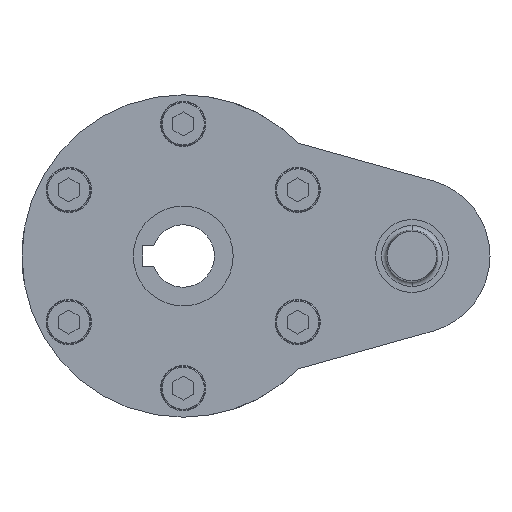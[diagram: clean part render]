
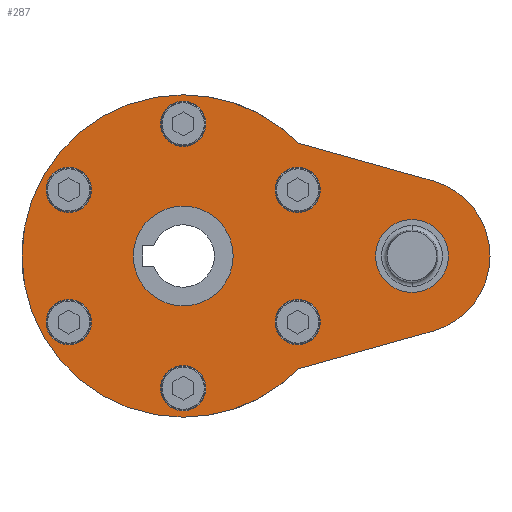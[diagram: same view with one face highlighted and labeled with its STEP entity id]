
A CAD part, left-side view. The second image highlights one B-rep face of the part: STEP entity #287.
In plain terms, the highlighted planar face has unit normal (-1, 0, 0).
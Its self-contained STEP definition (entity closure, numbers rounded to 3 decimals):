
#287=ADVANCED_FACE('',(#811,#812,#813,#814,#815,#816,#817,#818,#819),#820,.T.);
#811=FACE_BOUND('',#1348,.T.);
#812=FACE_BOUND('',#1349,.T.);
#813=FACE_BOUND('',#1350,.T.);
#814=FACE_BOUND('',#1351,.T.);
#815=FACE_BOUND('',#1352,.T.);
#816=FACE_BOUND('',#1353,.T.);
#817=FACE_OUTER_BOUND('',#1354,.T.);
#818=FACE_BOUND('',#1355,.T.);
#819=FACE_BOUND('',#1356,.T.);
#820=PLANE('',#1357);
#1348=EDGE_LOOP('',(#3258,#3259));
#1349=EDGE_LOOP('',(#3260,#3261));
#1350=EDGE_LOOP('',(#3262,#3263));
#1351=EDGE_LOOP('',(#3264,#3265));
#1352=EDGE_LOOP('',(#3266,#3267));
#1353=EDGE_LOOP('',(#3268,#3269));
#1354=EDGE_LOOP('',(#3270,#3271,#3272,#3273,#3274,#3275,#3276));
#1355=EDGE_LOOP('',(#3277,#3278));
#1356=EDGE_LOOP('',(#3279,#3280));
#1357=AXIS2_PLACEMENT_3D('',#3281,#3282,#3283);
#3258=ORIENTED_EDGE('',*,*,#3451,.T.);
#3259=ORIENTED_EDGE('',*,*,#3759,.T.);
#3260=ORIENTED_EDGE('',*,*,#3438,.T.);
#3261=ORIENTED_EDGE('',*,*,#3783,.T.);
#3262=ORIENTED_EDGE('',*,*,#3425,.T.);
#3263=ORIENTED_EDGE('',*,*,#3807,.T.);
#3264=ORIENTED_EDGE('',*,*,#3412,.T.);
#3265=ORIENTED_EDGE('',*,*,#3831,.T.);
#3266=ORIENTED_EDGE('',*,*,#3399,.T.);
#3267=ORIENTED_EDGE('',*,*,#3855,.T.);
#3268=ORIENTED_EDGE('',*,*,#3386,.T.);
#3269=ORIENTED_EDGE('',*,*,#3879,.T.);
#3270=ORIENTED_EDGE('',*,*,#3899,.F.);
#3271=ORIENTED_EDGE('',*,*,#3331,.F.);
#3272=ORIENTED_EDGE('',*,*,#3335,.F.);
#3273=ORIENTED_EDGE('',*,*,#3922,.F.);
#3274=ORIENTED_EDGE('',*,*,#3902,.T.);
#3275=ORIENTED_EDGE('',*,*,#3366,.F.);
#3276=ORIENTED_EDGE('',*,*,#3905,.F.);
#3277=ORIENTED_EDGE('',*,*,#3564,.T.);
#3278=ORIENTED_EDGE('',*,*,#3565,.T.);
#3279=ORIENTED_EDGE('',*,*,#3329,.T.);
#3280=ORIENTED_EDGE('',*,*,#3923,.T.);
#3281=CARTESIAN_POINT('',(1.0,0.0,0.0));
#3282=DIRECTION('',(-1.0,0.0,0.0));
#3283=DIRECTION('',(0.0,0.0,1.0));
#3329=EDGE_CURVE('',#3939,#3943,#3945,.T.);
#3331=EDGE_CURVE('',#3947,#3949,#3950,.T.);
#3335=EDGE_CURVE('',#3954,#3947,#3957,.T.);
#3366=EDGE_CURVE('',#4008,#4011,#4012,.T.);
#3386=EDGE_CURVE('',#4049,#4046,#4050,.T.);
#3399=EDGE_CURVE('',#4074,#4071,#4075,.T.);
#3412=EDGE_CURVE('',#4099,#4096,#4100,.T.);
#3425=EDGE_CURVE('',#4124,#4121,#4125,.T.);
#3438=EDGE_CURVE('',#4149,#4146,#4150,.T.);
#3451=EDGE_CURVE('',#4174,#4171,#4175,.T.);
#3564=EDGE_CURVE('',#4383,#4387,#4389,.T.);
#3565=EDGE_CURVE('',#4387,#4383,#4390,.T.);
#3759=EDGE_CURVE('',#4171,#4174,#4687,.T.);
#3783=EDGE_CURVE('',#4146,#4149,#4724,.T.);
#3807=EDGE_CURVE('',#4121,#4124,#4761,.T.);
#3831=EDGE_CURVE('',#4096,#4099,#4798,.T.);
#3855=EDGE_CURVE('',#4071,#4074,#4835,.T.);
#3879=EDGE_CURVE('',#4046,#4049,#4872,.T.);
#3899=EDGE_CURVE('',#3949,#4902,#4903,.T.);
#3902=EDGE_CURVE('',#4906,#4011,#4907,.T.);
#3905=EDGE_CURVE('',#4902,#4008,#4910,.T.);
#3922=EDGE_CURVE('',#4906,#3954,#4933,.T.);
#3923=EDGE_CURVE('',#3943,#3939,#4934,.T.);
#3939=VERTEX_POINT('',#4950);
#3943=VERTEX_POINT('',#4955);
#3945=CIRCLE('',#4958,9.6);
#3947=VERTEX_POINT('',#4960);
#3949=VERTEX_POINT('',#4963);
#3950=CIRCLE('',#4964,31.0);
#3954=VERTEX_POINT('',#4969);
#3957=CIRCLE('',#4973,31.0);
#4008=VERTEX_POINT('',#5097);
#4011=VERTEX_POINT('',#5101);
#4012=CIRCLE('',#5102,15.0);
#4046=VERTEX_POINT('',#5145);
#4049=VERTEX_POINT('',#5149);
#4050=CIRCLE('',#5150,4.356);
#4071=VERTEX_POINT('',#5174);
#4074=VERTEX_POINT('',#5178);
#4075=CIRCLE('',#5179,4.356);
#4096=VERTEX_POINT('',#5203);
#4099=VERTEX_POINT('',#5207);
#4100=CIRCLE('',#5208,4.356);
#4121=VERTEX_POINT('',#5232);
#4124=VERTEX_POINT('',#5236);
#4125=CIRCLE('',#5237,4.356);
#4146=VERTEX_POINT('',#5261);
#4149=VERTEX_POINT('',#5265);
#4150=CIRCLE('',#5266,4.356);
#4171=VERTEX_POINT('',#5290);
#4174=VERTEX_POINT('',#5294);
#4175=CIRCLE('',#5295,4.356);
#4383=VERTEX_POINT('',#5536);
#4387=VERTEX_POINT('',#5541);
#4389=CIRCLE('',#5544,7.0);
#4390=CIRCLE('',#5545,7.0);
#4687=CIRCLE('',#5982,4.356);
#4724=CIRCLE('',#6037,4.356);
#4761=CIRCLE('',#6092,4.356);
#4798=CIRCLE('',#6147,4.356);
#4835=CIRCLE('',#6202,4.356);
#4872=CIRCLE('',#6257,4.356);
#4902=VERTEX_POINT('',#6299);
#4903=LINE('',#6300,#6301);
#4906=VERTEX_POINT('',#6306);
#4907=LINE('',#6307,#6308);
#4910=CIRCLE('',#6313,15.0);
#4933=CIRCLE('',#6336,31.0);
#4934=CIRCLE('',#6337,9.6);
#4950=CARTESIAN_POINT('',(1.0,0.0,-9.6));
#4955=CARTESIAN_POINT('',(1.0,0.,9.6));
#4958=AXIS2_PLACEMENT_3D('',#6366,#6367,#6368);
#4960=CARTESIAN_POINT('',(1.0,0.,31.0));
#4963=CARTESIAN_POINT('',(1.0,-22.138,21.7));
#4964=AXIS2_PLACEMENT_3D('',#6370,#6371,#6372);
#4969=CARTESIAN_POINT('',(1.0,0.,-31.0));
#4973=AXIS2_PLACEMENT_3D('',#6378,#6379,#6380);
#5097=CARTESIAN_POINT('',(1.0,-59.0,0.));
#5101=CARTESIAN_POINT('',(1.0,-48.045,-14.444));
#5102=AXIS2_PLACEMENT_3D('',#6448,#6449,#6450);
#5145=CARTESIAN_POINT('',(1.0,25.787,14.888));
#5149=CARTESIAN_POINT('',(1.0,18.242,10.532));
#5150=AXIS2_PLACEMENT_3D('',#6488,#6489,#6490);
#5174=CARTESIAN_POINT('',(1.0,0.,29.776));
#5178=CARTESIAN_POINT('',(1.0,0.,21.064));
#5179=AXIS2_PLACEMENT_3D('',#6519,#6520,#6521);
#5203=CARTESIAN_POINT('',(1.0,-25.787,14.888));
#5207=CARTESIAN_POINT('',(1.0,-18.242,10.532));
#5208=AXIS2_PLACEMENT_3D('',#6550,#6551,#6552);
#5232=CARTESIAN_POINT('',(1.0,-25.787,-14.888));
#5236=CARTESIAN_POINT('',(1.0,-18.242,-10.532));
#5237=AXIS2_PLACEMENT_3D('',#6581,#6582,#6583);
#5261=CARTESIAN_POINT('',(1.0,0.,-29.776));
#5265=CARTESIAN_POINT('',(1.0,0.,-21.064));
#5266=AXIS2_PLACEMENT_3D('',#6612,#6613,#6614);
#5290=CARTESIAN_POINT('',(1.0,25.787,-14.888));
#5294=CARTESIAN_POINT('',(1.0,18.242,-10.532));
#5295=AXIS2_PLACEMENT_3D('',#6643,#6644,#6645);
#5536=CARTESIAN_POINT('',(1.0,-37.0,0.0));
#5541=CARTESIAN_POINT('',(1.0,-51.0,0.));
#5544=AXIS2_PLACEMENT_3D('',#6912,#6913,#6914);
#5545=AXIS2_PLACEMENT_3D('',#6915,#6916,#6917);
#5982=AXIS2_PLACEMENT_3D('',#7217,#7218,#7219);
#6037=AXIS2_PLACEMENT_3D('',#7253,#7254,#7255);
#6092=AXIS2_PLACEMENT_3D('',#7289,#7290,#7291);
#6147=AXIS2_PLACEMENT_3D('',#7325,#7326,#7327);
#6202=AXIS2_PLACEMENT_3D('',#7361,#7362,#7363);
#6257=AXIS2_PLACEMENT_3D('',#7397,#7398,#7399);
#6299=CARTESIAN_POINT('',(1.0,-48.045,14.444));
#6300=CARTESIAN_POINT('',(1.0,-22.138,21.7));
#6301=VECTOR('',#7433,1.);
#6306=CARTESIAN_POINT('',(1.0,-22.138,-21.7));
#6307=CARTESIAN_POINT('',(1.0,-22.138,-21.7));
#6308=VECTOR('',#7436,1.);
#6313=AXIS2_PLACEMENT_3D('',#7439,#7440,#7441);
#6336=AXIS2_PLACEMENT_3D('',#7490,#7491,#7492);
#6337=AXIS2_PLACEMENT_3D('',#7493,#7494,#7495);
#6366=CARTESIAN_POINT('',(1.0,0.0,0.0));
#6367=DIRECTION('',(1.0,0.0,0.0));
#6368=DIRECTION('',(0.0,0.0,-1.0));
#6370=CARTESIAN_POINT('',(1.0,0.0,0.0));
#6371=DIRECTION('',(1.0,0.,0.));
#6372=DIRECTION('',(0.,-1.0,0.));
#6378=CARTESIAN_POINT('',(1.0,0.0,0.0));
#6379=DIRECTION('',(1.0,0.,0.));
#6380=DIRECTION('',(0.,-1.0,0.));
#6448=CARTESIAN_POINT('',(1.0,-44.0,0.));
#6449=DIRECTION('',(1.0,0.,0.));
#6450=DIRECTION('',(0.,-1.0,0.));
#6488=CARTESIAN_POINT('',(1.0,22.014,12.71));
#6489=DIRECTION('',(1.0,0.0,-0.0));
#6490=DIRECTION('',(0.0,0.866,0.5));
#6519=CARTESIAN_POINT('',(1.0,0.,25.42));
#6520=DIRECTION('',(1.0,0.0,-0.0));
#6521=DIRECTION('',(0.0,0.,1.0));
#6550=CARTESIAN_POINT('',(1.0,-22.014,12.71));
#6551=DIRECTION('',(1.0,0.0,0.0));
#6552=DIRECTION('',(0.0,-0.866,0.5));
#6581=CARTESIAN_POINT('',(1.0,-22.014,-12.71));
#6582=DIRECTION('',(1.0,0.0,0.0));
#6583=DIRECTION('',(0.0,-0.866,-0.5));
#6612=CARTESIAN_POINT('',(1.0,0.,-25.42));
#6613=DIRECTION('',(1.0,0.0,0.0));
#6614=DIRECTION('',(0.0,0.,-1.0));
#6643=CARTESIAN_POINT('',(1.0,22.014,-12.71));
#6644=DIRECTION('',(1.0,0.0,0.0));
#6645=DIRECTION('',(0.0,0.866,-0.5));
#6912=CARTESIAN_POINT('',(1.0,-44.0,0.0));
#6913=DIRECTION('',(1.0,0.,0.));
#6914=DIRECTION('',(0.,1.0,0.));
#6915=CARTESIAN_POINT('',(1.0,-44.0,0.0));
#6916=DIRECTION('',(1.0,0.,0.));
#6917=DIRECTION('',(0.,1.0,0.));
#7217=CARTESIAN_POINT('',(1.0,22.014,-12.71));
#7218=DIRECTION('',(1.0,0.0,0.0));
#7219=DIRECTION('',(0.0,0.866,-0.5));
#7253=CARTESIAN_POINT('',(1.0,0.,-25.42));
#7254=DIRECTION('',(1.0,0.0,0.0));
#7255=DIRECTION('',(0.0,0.,-1.0));
#7289=CARTESIAN_POINT('',(1.0,-22.014,-12.71));
#7290=DIRECTION('',(1.0,0.0,0.0));
#7291=DIRECTION('',(0.0,-0.866,-0.5));
#7325=CARTESIAN_POINT('',(1.0,-22.014,12.71));
#7326=DIRECTION('',(1.0,0.0,0.0));
#7327=DIRECTION('',(0.0,-0.866,0.5));
#7361=CARTESIAN_POINT('',(1.0,0.,25.42));
#7362=DIRECTION('',(1.0,0.0,-0.0));
#7363=DIRECTION('',(0.0,0.,1.0));
#7397=CARTESIAN_POINT('',(1.0,22.014,12.71));
#7398=DIRECTION('',(1.0,0.0,-0.0));
#7399=DIRECTION('',(0.0,0.866,0.5));
#7433=DIRECTION('',(0.,-0.963,-0.27));
#7436=DIRECTION('',(0.,-0.963,0.27));
#7439=CARTESIAN_POINT('',(1.0,-44.0,0.));
#7440=DIRECTION('',(1.0,0.,0.));
#7441=DIRECTION('',(0.,-1.0,0.));
#7490=CARTESIAN_POINT('',(1.0,0.0,0.0));
#7491=DIRECTION('',(1.0,0.,0.));
#7492=DIRECTION('',(0.,-1.0,0.));
#7493=CARTESIAN_POINT('',(1.0,0.0,0.0));
#7494=DIRECTION('',(1.0,0.0,0.0));
#7495=DIRECTION('',(0.0,0.0,-1.0));
